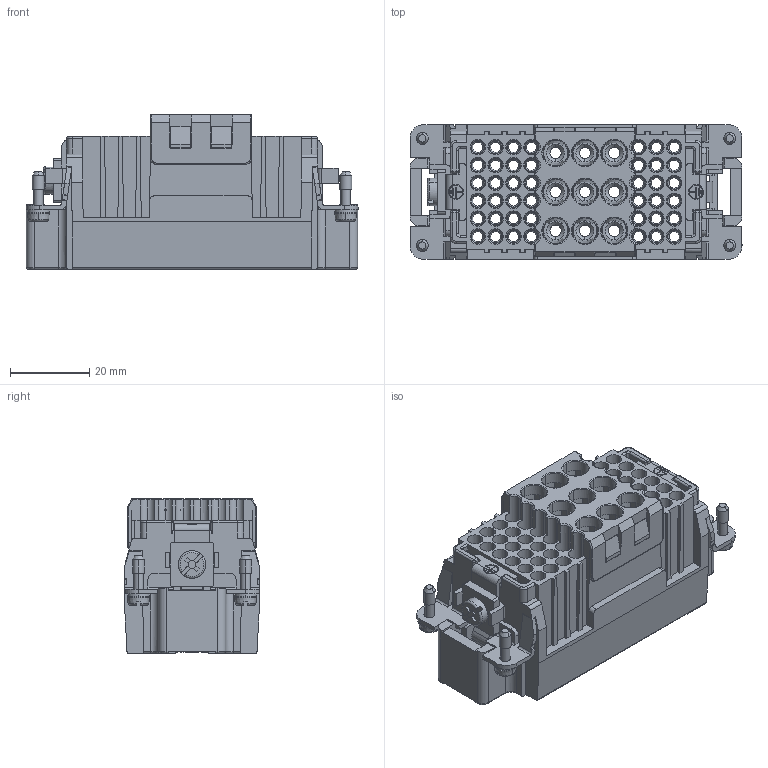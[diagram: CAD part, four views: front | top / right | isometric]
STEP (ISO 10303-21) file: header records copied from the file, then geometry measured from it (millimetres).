
FILE_DESCRIPTION(('Creo Elements/Direct Modeling STEP Export'),'2;1');
FILE_NAME('0ln7uvk527mr1861752','2020-04-15T13:44:10',(''),(''),'Creo Elements/Direct Modeling STEP processor for AP214 (Solid Model)','Creo Elements/Direct Modeling 20.1B 02-Apr-2019 (C) Parametric Technology GmbH','');
FILE_SCHEMA(('AUTOMOTIVE_DESIGN { 1 0 10303 214 1 1 1 1 }'));
Products named in the file (2): CXM 9-42
Assembly tree (1 placements, depth 2):
  CXM 9-42
    CXM 9-42
Bounding box: 83.7 x 34 x 39 mm (x, y, z)
Volume: 36860.6 mm3; surface area: 40398.9 mm2
Topology: 1 solids, 9 shells, 2837 faces, 7833 edges, 5013 vertices
Faces by surface type: plane 1197, cylinder 769, cone 623, torus 189, bspline 43, sphere 16
Entity records: 95697 total; most frequent: CARTESIAN_POINT 24602, ORIENTED_EDGE 15634, DIRECTION 12857, EDGE_CURVE 7817, VERTEX_POINT 5013, AXIS2_PLACEMENT_3D 4432, VECTOR 3993, LINE 3993
